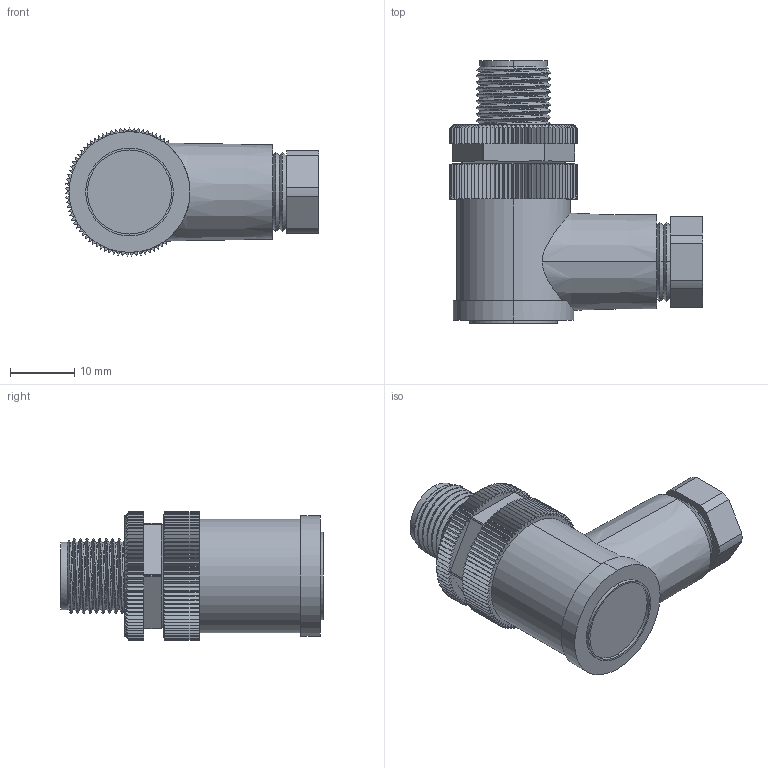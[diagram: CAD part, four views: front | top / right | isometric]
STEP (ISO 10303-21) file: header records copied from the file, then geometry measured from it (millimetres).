
FILE_DESCRIPTION (( 'STEP AP214' ), '1' );
FILE_NAME ('7000-12821-0000000.step', '2016-05-09T18:47:27', ( '' ), ( '' ), 'SwSTEP 2.0', 'SolidWorks 2015', '' );
FILE_SCHEMA (( 'AUTOMOTIVE_DESIGN' ));
Length unit declared in the file: millimetre
Products named in the file (1): 7000-12821-0000000
Bounding box: 39.5 x 41 x 19.99 mm (x, y, z)
Volume: 11553.7 mm3; surface area: 5785.7 mm2
Topology: 1 solids, 2 shells, 822 faces, 2414 edges, 1606 vertices
Faces by surface type: plane 397, cylinder 225, cone 189, bspline 7, sphere 4
Entity records: 36797 total; most frequent: CARTESIAN_POINT 9939, ORIENTED_EDGE 4804, DIRECTION 4231, EDGE_CURVE 2402, VERTEX_POINT 1598, AXIS2_PLACEMENT_3D 1431, VECTOR 1369, LINE 1369
